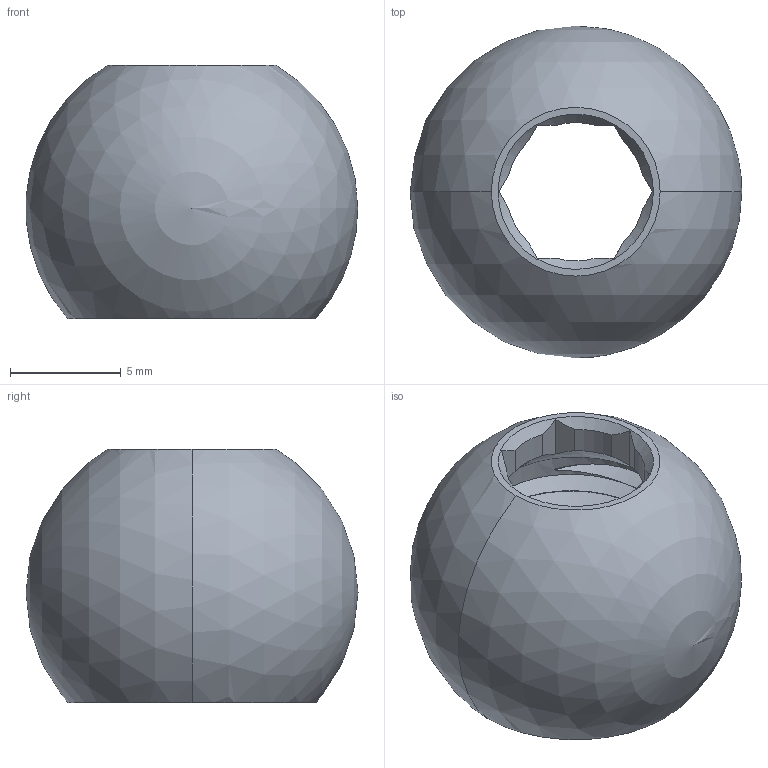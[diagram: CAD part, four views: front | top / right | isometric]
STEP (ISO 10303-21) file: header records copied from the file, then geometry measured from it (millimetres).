
FILE_DESCRIPTION (( 'STEP AP214' ), '1' );
FILE_NAME ('15MM x 1-8NPT.STEP', '2019-10-30T22:04:10', ( '' ), ( '' ), 'SwSTEP 2.0', 'SolidWorks 2019', '' );
FILE_SCHEMA (( 'AUTOMOTIVE_DESIGN' ));
Length unit declared in the file: inch
Products named in the file (1): 15MM x 1-8NPT
Bounding box: 14.96 x 14.99 x 11.43 mm (x, y, z)
Volume: 869 mm3; surface area: 1108.6 mm2
Topology: 1 solids, 1 shells, 51 faces, 142 edges, 91 vertices
Faces by surface type: cone 25, plane 14, cylinder 7, bspline 3, sphere 2
Entity records: 4685 total; most frequent: CARTESIAN_POINT 3481, ORIENTED_EDGE 274, DIRECTION 196, EDGE_CURVE 137, VERTEX_POINT 88, AXIS2_PLACEMENT_3D 76, B_SPLINE_CURVE_WITH_KNOTS 66, EDGE_LOOP 53
